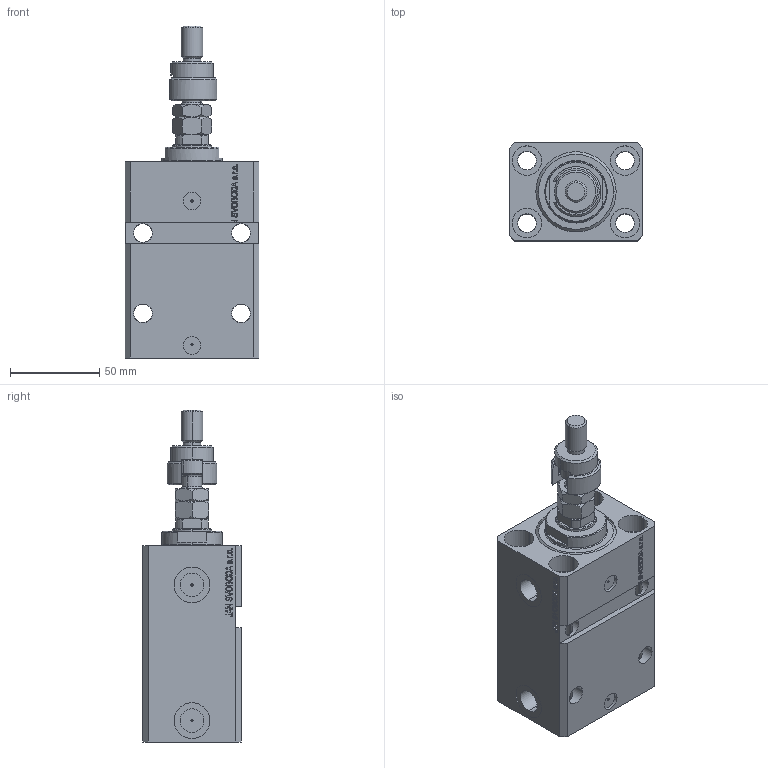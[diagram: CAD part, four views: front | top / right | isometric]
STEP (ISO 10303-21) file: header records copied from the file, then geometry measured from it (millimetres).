
FILE_DESCRIPTION (( 'STEP AP203' ), '1' );
FILE_NAME ('2a10.STEP', '2023-10-07T23:17:15', ( '' ), ( '' ), 'SwSTEP 2.0', 'SolidWorks 2019', '' );
FILE_SCHEMA (( 'CONFIG_CONTROL_DESIGN' ));
Length unit declared in the file: millimetre
Products named in the file (7): V250CE_C_VCP d8199511e15159825f074e99829dd7fc; V250CE_E_Body d8199511e15159825f074e99829dd7fc; FEMALE_PART_FOR_DFA d8199511e15159825f074e99829dd7fc; MFA d8199511e15159825f074e99829dd7fc; V250CE_VC_E d8199511e15159825f074e99829dd7fc; DFA d8199511e15159825f074e99829dd7fc; 2a10
Assembly tree (6 placements, depth 3):
  2a10
    V250CE_E_Body d8199511e15159825f074e99829dd7fc
    V250CE_C_VCP d8199511e15159825f074e99829dd7fc
    V250CE_VC_E d8199511e15159825f074e99829dd7fc
    DFA d8199511e15159825f074e99829dd7fc
      FEMALE_PART_FOR_DFA d8199511e15159825f074e99829dd7fc
      MFA d8199511e15159825f074e99829dd7fc
Bounding box: 75 x 55 x 186 mm (x, y, z)
Volume: 386992.9 mm3; surface area: 92510.8 mm2
Topology: 5 solids, 5 shells, 999 faces, 2528 edges, 1631 vertices
Faces by surface type: plane 466, bspline 354, cylinder 117, cone 52, torus 10
Entity records: 47407 total; most frequent: CARTESIAN_POINT 25080, ORIENTED_EDGE 5052, DIRECTION 3264, EDGE_CURVE 2526, VERTEX_POINT 1631, LINE 1474, VECTOR 1474, EDGE_LOOP 1133
